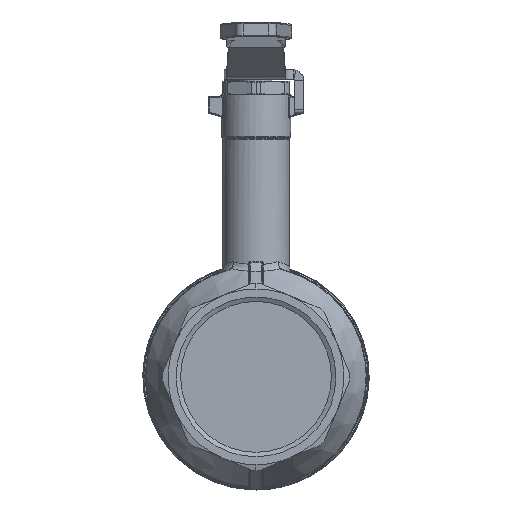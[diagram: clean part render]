
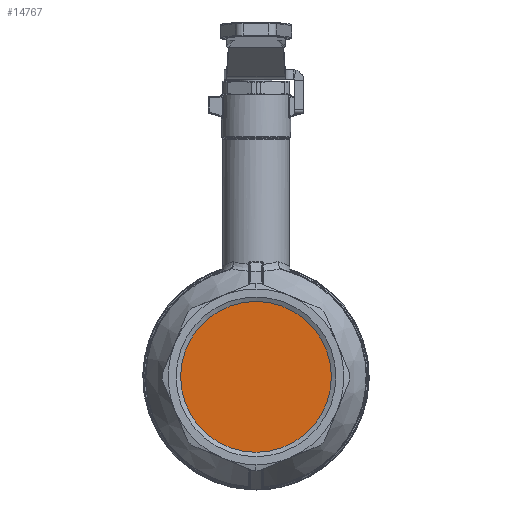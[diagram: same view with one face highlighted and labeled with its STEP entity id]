
A CAD part, left-side view. The second image highlights one B-rep face of the part: STEP entity #14767.
In plain terms, the highlighted planar face has unit normal (-1, 0, 0).
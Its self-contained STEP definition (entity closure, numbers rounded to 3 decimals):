
#13296=CARTESIAN_POINT('',(-35.,0.,28.328));
#13297=VERTEX_POINT('',#13296);
#13304=CARTESIAN_POINT('',(-35.,-0.,-28.328));
#13305=VERTEX_POINT('',#13304);
#13306=CARTESIAN_POINT('',(-35.,-0.,0.));
#13307=DIRECTION('',(-1.,-0.,0.));
#13308=DIRECTION('',(0.,0.,1.));
#13309=AXIS2_PLACEMENT_3D('',#13306,#13307,#13308);
#13310=CIRCLE('',#13309,28.328);
#13311=EDGE_CURVE('',#13305,#13297,#13310,.T.);
#13313=CARTESIAN_POINT('',(-35.,-0.,0.));
#13314=DIRECTION('',(-1.,-0.,0.));
#13315=DIRECTION('',(0.,0.,1.));
#13316=AXIS2_PLACEMENT_3D('',#13313,#13314,#13315);
#13317=CIRCLE('',#13316,28.328);
#13318=EDGE_CURVE('',#13297,#13305,#13317,.T.);
#14758=CARTESIAN_POINT('',(-35.,0.,25.964));
#14759=DIRECTION('',(1.,0.,-0.));
#14760=DIRECTION('',(0.,0.,1.));
#14761=AXIS2_PLACEMENT_3D('',#14758,#14759,#14760);
#14762=PLANE('',#14761);
#14763=ORIENTED_EDGE('',*,*,#13311,.T.);
#14764=ORIENTED_EDGE('',*,*,#13318,.T.);
#14765=EDGE_LOOP('',(#14763,#14764));
#14766=FACE_BOUND('',#14765,.T.);
#14767=ADVANCED_FACE('',(#14766),#14762,.F.);
